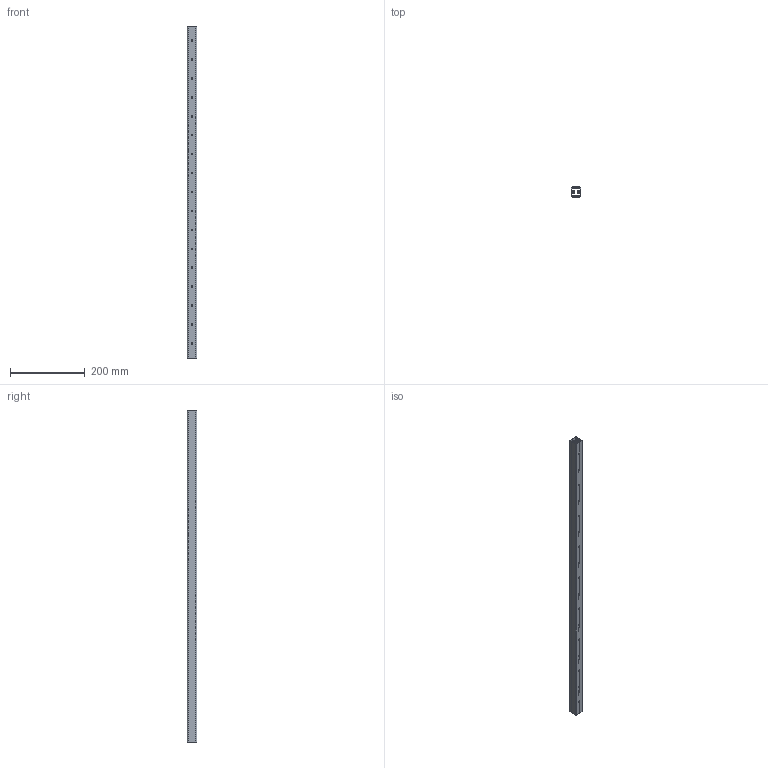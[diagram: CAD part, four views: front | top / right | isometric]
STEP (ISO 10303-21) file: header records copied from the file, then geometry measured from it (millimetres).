
FILE_DESCRIPTION (( 'STEP AP203' ), '1' );
FILE_NAME ('am-5230_leg Robot Parts Cart Peanut Leg.STEP', '2024-03-12T12:59:42', ( '' ), ( '' ), 'SwSTEP 2.0', 'SolidWorks 2024', '' );
FILE_SCHEMA (( 'CONFIG_CONTROL_DESIGN' ));
Length unit declared in the file: inch
Products named in the file (1): am-5230_leg Robot Parts Cart Peanut Leg
Bounding box: 25.4 x 25.4 x 889 mm (x, y, z)
Volume: 175970.7 mm3; surface area: 207991.8 mm2
Topology: 1 solids, 1 shells, 162 faces, 531 edges, 354 vertices
Faces by surface type: cylinder 113, plane 49
Entity records: 6786 total; most frequent: CARTESIAN_POINT 1966, ORIENTED_EDGE 1062, DIRECTION 981, EDGE_CURVE 531, AXIS2_PLACEMENT_3D 389, VERTEX_POINT 354, CIRCLE 226, VECTOR 203
